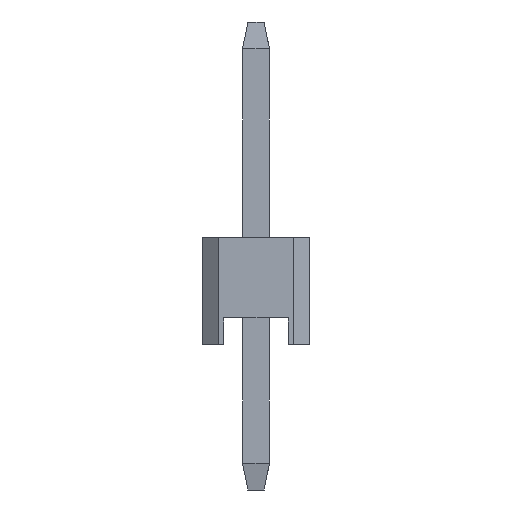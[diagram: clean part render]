
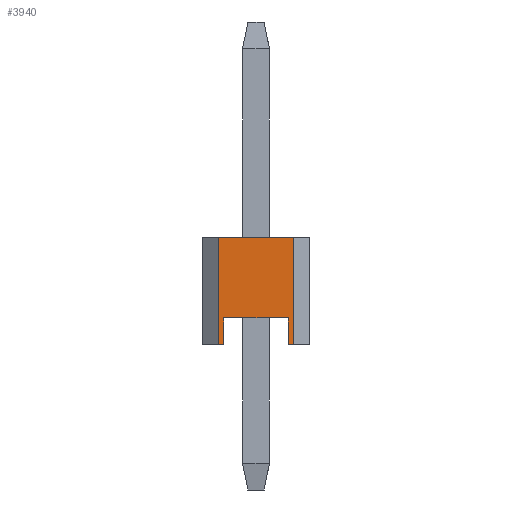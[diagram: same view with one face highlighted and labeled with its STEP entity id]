
A CAD part, left-side view. The second image highlights one B-rep face of the part: STEP entity #3940.
In plain terms, the highlighted planar face has unit normal (-1, 0, 0).
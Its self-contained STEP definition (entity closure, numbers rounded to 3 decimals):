
#310=ORIENTED_EDGE('',*,*,#820,.F.);
#311=ORIENTED_EDGE('',*,*,#1014,.F.);
#312=ORIENTED_EDGE('',*,*,#965,.T.);
#313=ORIENTED_EDGE('',*,*,#984,.T.);
#314=ORIENTED_EDGE('',*,*,#905,.F.);
#315=ORIENTED_EDGE('',*,*,#970,.F.);
#316=ORIENTED_EDGE('',*,*,#816,.F.);
#317=ORIENTED_EDGE('',*,*,#824,.F.);
#816=EDGE_CURVE('',#1212,#1213,#1460,.T.);
#820=EDGE_CURVE('',#1216,#1217,#1464,.T.);
#824=EDGE_CURVE('',#1217,#1212,#1468,.T.);
#905=EDGE_CURVE('',#1289,#1290,#1549,.T.);
#965=EDGE_CURVE('',#1336,#1339,#1609,.T.);
#970=EDGE_CURVE('',#1213,#1289,#1614,.T.);
#984=EDGE_CURVE('',#1339,#1290,#1628,.T.);
#1014=EDGE_CURVE('',#1336,#1216,#1658,.T.);
#1212=VERTEX_POINT('',#4957);
#1213=VERTEX_POINT('',#4958);
#1216=VERTEX_POINT('',#4966);
#1217=VERTEX_POINT('',#4967);
#1289=VERTEX_POINT('',#5141);
#1290=VERTEX_POINT('',#5143);
#1336=VERTEX_POINT('',#5263);
#1339=VERTEX_POINT('',#5268);
#1460=LINE('',#4956,#1856);
#1464=LINE('',#4965,#1860);
#1468=LINE('',#4974,#1864);
#1549=LINE('',#5142,#1945);
#1609=LINE('',#5269,#2005);
#1614=LINE('',#5277,#2010);
#1628=LINE('',#5293,#2024);
#1658=LINE('',#5348,#2054);
#1856=VECTOR('',#4234,1000.);
#1860=VECTOR('',#4240,1000.);
#1864=VECTOR('',#4246,1000.);
#1945=VECTOR('',#4361,1000.);
#2005=VECTOR('',#4455,1000.);
#2010=VECTOR('',#4466,1000.);
#2024=VECTOR('',#4484,1000.);
#2054=VECTOR('',#4516,1000.);
#2306=EDGE_LOOP('',(#310,#311,#312,#313,#314,#315,#316,#317));
#2480=FACE_BOUND('',#2306,.T.);
#2642=PLANE('',#4109);
#3940=ADVANCED_FACE('',(#2480),#2642,.T.);
#4109=AXIS2_PLACEMENT_3D('',#5347,#4514,#4515);
#4234=DIRECTION('',(0.,0.,-1.));
#4240=DIRECTION('',(0.,0.,1.));
#4246=DIRECTION('',(0.,1.,0.));
#4361=DIRECTION('',(0.,0.,1.));
#4455=DIRECTION('',(0.,0.,1.));
#4466=DIRECTION('',(0.,1.,0.));
#4484=DIRECTION('',(0.,1.,0.));
#4514=DIRECTION('',(-1.,0.,0.));
#4515=DIRECTION('',(0.,0.,1.));
#4516=DIRECTION('',(0.,1.,0.));
#4956=CARTESIAN_POINT('',(-6.,0.6,-1.));
#4957=CARTESIAN_POINT('',(-6.,0.6,-0.5));
#4958=CARTESIAN_POINT('',(-6.,0.6,-1.));
#4965=CARTESIAN_POINT('',(-6.,-0.6,-1.));
#4966=CARTESIAN_POINT('',(-6.,-0.6,-1.));
#4967=CARTESIAN_POINT('',(-6.,-0.6,-0.5));
#4974=CARTESIAN_POINT('',(-6.,-1.,-0.5));
#5141=CARTESIAN_POINT('',(-6.,0.7,-1.));
#5142=CARTESIAN_POINT('',(-6.,0.7,-11.572));
#5143=CARTESIAN_POINT('',(-6.,0.7,1.));
#5263=CARTESIAN_POINT('',(-6.,-0.7,-1.));
#5268=CARTESIAN_POINT('',(-6.,-0.7,1.));
#5269=CARTESIAN_POINT('',(-6.,-0.7,-11.572));
#5277=CARTESIAN_POINT('',(-6.,-1.,-1.));
#5293=CARTESIAN_POINT('',(-6.,-1.,1.));
#5347=CARTESIAN_POINT('',(-6.,-1.,-1.));
#5348=CARTESIAN_POINT('',(-6.,-1.,-1.));
